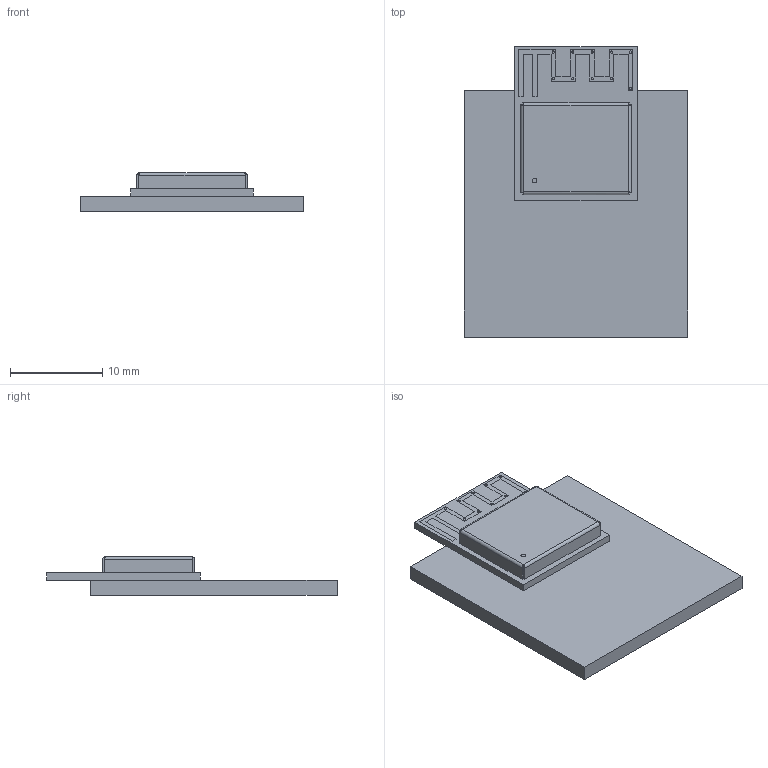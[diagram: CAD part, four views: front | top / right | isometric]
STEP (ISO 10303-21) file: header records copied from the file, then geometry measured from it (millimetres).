
FILE_DESCRIPTION(('Open CASCADE Model'),'2;1');
FILE_NAME('Open CASCADE Shape Model','2023-10-08T17:53:54',('Author'),( 'Open CASCADE'),'Open CASCADE STEP processor 6.8','Open CASCADE 6.8' ,'Unknown');
FILE_SCHEMA(('AUTOMOTIVE_DESIGN { 1 0 10303 214 1 1 1 1 }'));
Length unit declared in the file: millimetre
Products named in the file (5): PCB; Board; Open CASCADE STEP translator 6.8 3.1.1; U1; 5699338000
Assembly tree (4 placements, depth 3):
  PCB
    Board
      Open CASCADE STEP translator 6.8 3.1.1
    U1
      5699338000
Bounding box: 24.13 x 31.39 x 4.19 mm (x, y, z)
Volume: 1264.9 mm3; surface area: 2545.2 mm2
Topology: 87 solids, 87 shells, 952 faces, 2110 edges, 1396 vertices
Faces by surface type: plane 852, cylinder 92, bspline 8
Entity records: 26699 total; most frequent: CARTESIAN_POINT 4783, ORIENTED_EDGE 4220, DIRECTION 4160, EDGE_CURVE 2110, LINE 1926, VECTOR 1926, VERTEX_POINT 1396, AXIS2_PLACEMENT_3D 1117
